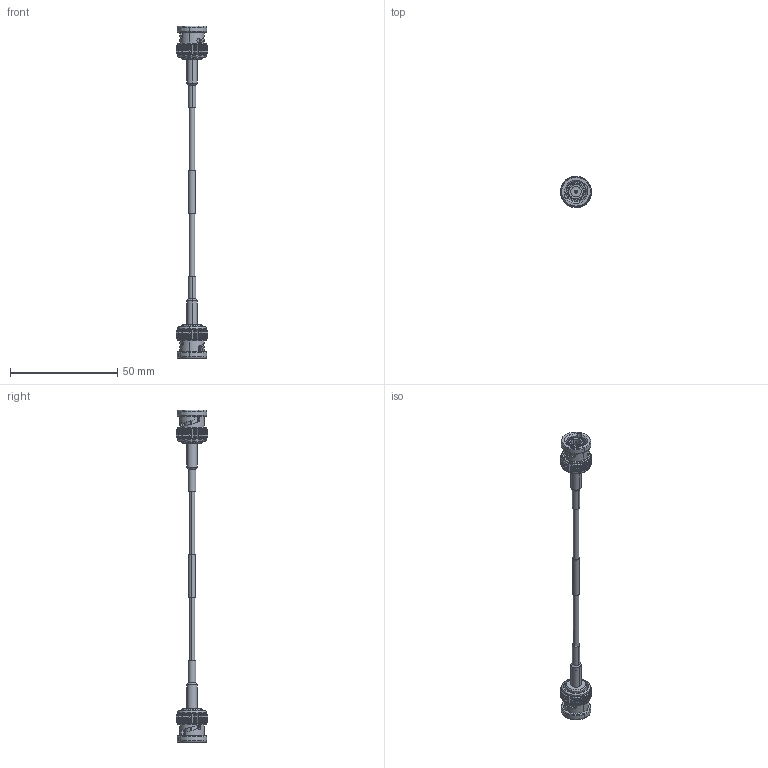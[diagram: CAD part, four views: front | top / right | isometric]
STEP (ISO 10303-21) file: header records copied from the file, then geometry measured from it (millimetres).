
FILE_DESCRIPTION (( 'STEP AP214' ), '1' );
FILE_NAME ('FMC0808316_3D.step', '2023-12-19T17:07:42', ( '' ), ( '' ), 'SwSTEP 2.0', 'SolidWorks 2022', '' );
FILE_SCHEMA (( 'AUTOMOTIVE_DESIGN' ));
Length unit declared in the file: inch
Products named in the file (4): Heat Shrinks^FMC0808316; FMC0808316_3D; LMR-100A-PVC^FMC0808316_RG316U; SC6031_3D^FMC0808316
Assembly tree (5 placements, depth 2):
  FMC0808316_3D
    LMR-100A-PVC^FMC0808316_RG316U
    Heat Shrinks^FMC0808316  x2
    SC6031_3D^FMC0808316  x2
Bounding box: 14.48 x 14.48 x 154.84 mm (x, y, z)
Volume: 4341.4 mm3; surface area: 5861.3 mm2
Topology: 7 solids, 9 shells, 892 faces, 2024 edges, 1162 vertices
Faces by surface type: plane 336, cone 280, cylinder 244, bspline 28, torus 4
Entity records: 14144 total; most frequent: CARTESIAN_POINT 4213, ORIENTED_EDGE 2038, DIRECTION 2027, EDGE_CURVE 1019, AXIS2_PLACEMENT_3D 851, VERTEX_POINT 587, EDGE_LOOP 466, ADVANCED_FACE 451
